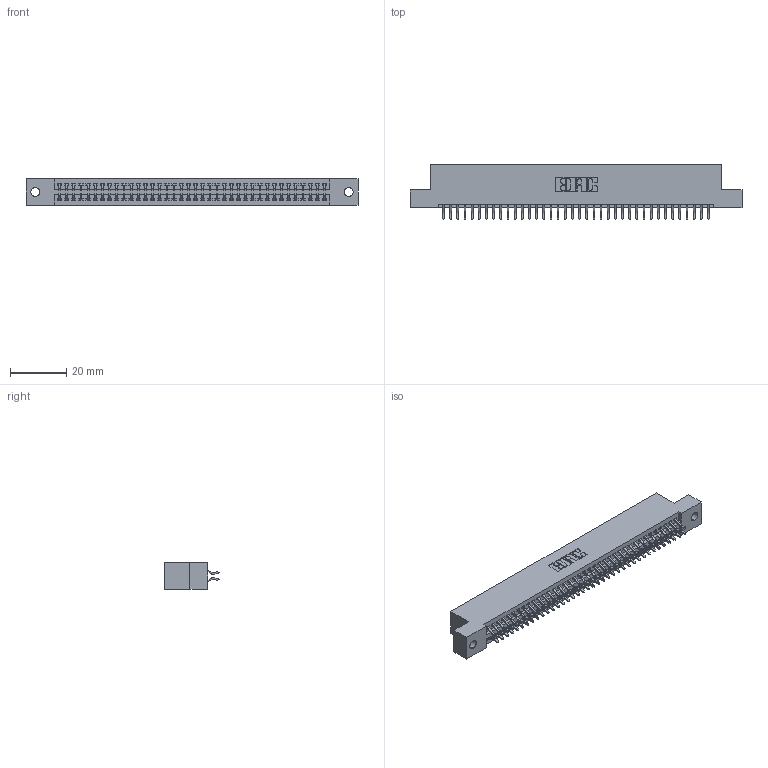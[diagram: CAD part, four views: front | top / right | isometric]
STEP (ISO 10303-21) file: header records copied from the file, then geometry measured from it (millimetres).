
FILE_DESCRIPTION (( 'STEP AP203' ), '1' );
FILE_NAME ('345-076-556-202.STEP', '2018-10-02T17:39:06', ( '' ), ( '' ), 'SwSTEP 2.0', 'SolidWorks 2016', '' );
FILE_SCHEMA (( 'CONFIG_CONTROL_DESIGN' ));
Length unit declared in the file: inch
Products named in the file (3): 345-076-556-202; 345 Part_Flush Mounting Lugs - 0.128 Dia; 345-292-001_556 Tail
Assembly tree (77 placements, depth 2):
  345-076-556-202
    345 Part_Flush Mounting Lugs - 0.128 Dia
    345-292-001_556 Tail  x76
Bounding box: 117.73 x 19.24 x 9.4 mm (x, y, z)
Volume: 11359.5 mm3; surface area: 16374.5 mm2
Topology: 77 solids, 77 shells, 4382 faces, 13033 edges, 8586 vertices
Faces by surface type: plane 2892, cylinder 1490
Entity records: 30577 total; most frequent: CARTESIAN_POINT 5144, ORIENTED_EDGE 5066, DIRECTION 4529, EDGE_CURVE 2533, VECTOR 2241, LINE 2241, VERTEX_POINT 1686, AXIS2_PLACEMENT_3D 1144
